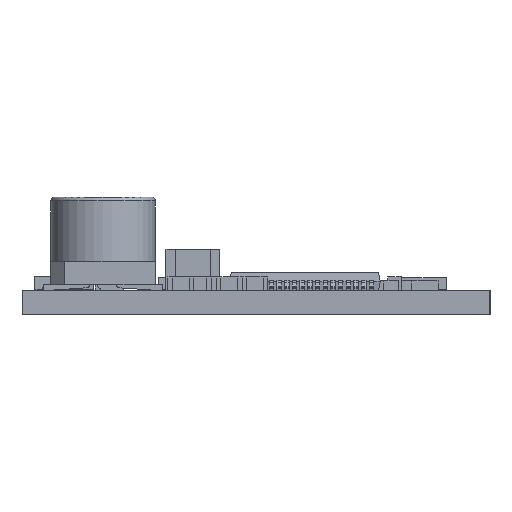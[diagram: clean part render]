
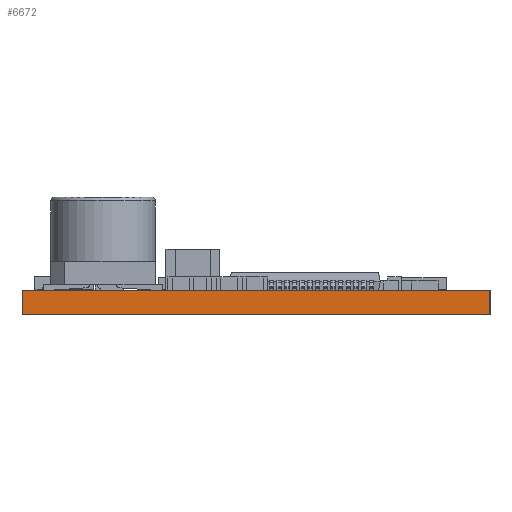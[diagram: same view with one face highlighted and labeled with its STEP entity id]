
A CAD part, left-side view. The second image highlights one B-rep face of the part: STEP entity #6672.
In plain terms, the highlighted planar face has unit normal (-1, 0, 0).
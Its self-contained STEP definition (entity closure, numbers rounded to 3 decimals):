
#4911 = LINE ( 'NONE', #38244, #62443 ) ;
#6672 = ADVANCED_FACE ( 'NONE', ( #38191 ), #48512, .F. ) ;
#6676 = DIRECTION ( 'NONE',  ( 0., 0., -1. ) ) ;
#10472 = VERTEX_POINT ( 'NONE', #58191 ) ;
#10708 = ORIENTED_EDGE ( 'NONE', *, *, #50098, .T. ) ;
#17637 = CARTESIAN_POINT ( 'NONE',  ( 0., 0., 0. ) ) ;
#18449 = DIRECTION ( 'NONE',  ( 0., -1., 0. ) ) ;
#19249 = VECTOR ( 'NONE', #67282, 1000. ) ;
#22116 = CARTESIAN_POINT ( 'NONE',  ( 0., 0., 1.575 ) ) ;
#26655 = LINE ( 'NONE', #37975, #73277 ) ;
#31230 = CARTESIAN_POINT ( 'NONE',  ( 0., 0., 1.575 ) ) ;
#33057 = ORIENTED_EDGE ( 'NONE', *, *, #70202, .T. ) ;
#34094 = EDGE_LOOP ( 'NONE', ( #10708, #43012, #59130, #33057 ) ) ;
#37975 = CARTESIAN_POINT ( 'NONE',  ( 0., 30.48, 1.575 ) ) ;
#38191 = FACE_OUTER_BOUND ( 'NONE', #34094, .T. ) ;
#38244 = CARTESIAN_POINT ( 'NONE',  ( 0., 0., 1.575 ) ) ;
#43012 = ORIENTED_EDGE ( 'NONE', *, *, #70084, .F. ) ;
#43400 = AXIS2_PLACEMENT_3D ( 'NONE', #22116, #54883, #53797 ) ;
#48512 = PLANE ( 'NONE',  #43400 ) ;
#50087 = VERTEX_POINT ( 'NONE', #73900 ) ;
#50098 = EDGE_CURVE ( 'NONE', #50087, #56254, #74693, .T. ) ;
#50361 = VECTOR ( 'NONE', #18449, 1000. ) ;
#53797 = DIRECTION ( 'NONE',  ( 0., 0., -1. ) ) ;
#54883 = DIRECTION ( 'NONE',  ( 1., 0., 0. ) ) ;
#56242 = CARTESIAN_POINT ( 'NONE',  ( 0., 30.48, 1.575 ) ) ;
#56254 = VERTEX_POINT ( 'NONE', #56470 ) ;
#56470 = CARTESIAN_POINT ( 'NONE',  ( 0., 0., 0. ) ) ;
#58191 = CARTESIAN_POINT ( 'NONE',  ( 0., 0., 1.575 ) ) ;
#59130 = ORIENTED_EDGE ( 'NONE', *, *, #70559, .F. ) ;
#62443 = VECTOR ( 'NONE', #70383, 1000. ) ;
#67282 = DIRECTION ( 'NONE',  ( 0., -1., 0. ) ) ;
#70084 = EDGE_CURVE ( 'NONE', #10472, #56254, #4911, .T. ) ;
#70202 = EDGE_CURVE ( 'NONE', #80842, #50087, #26655, .T. ) ;
#70383 = DIRECTION ( 'NONE',  ( 0., 0., -1. ) ) ;
#70559 = EDGE_CURVE ( 'NONE', #80842, #10472, #80008, .T. ) ;
#73277 = VECTOR ( 'NONE', #6676, 1000. ) ;
#73900 = CARTESIAN_POINT ( 'NONE',  ( 0., 30.48, 0. ) ) ;
#74693 = LINE ( 'NONE', #17637, #19249 ) ;
#80008 = LINE ( 'NONE', #31230, #50361 ) ;
#80842 = VERTEX_POINT ( 'NONE', #56242 ) ;
